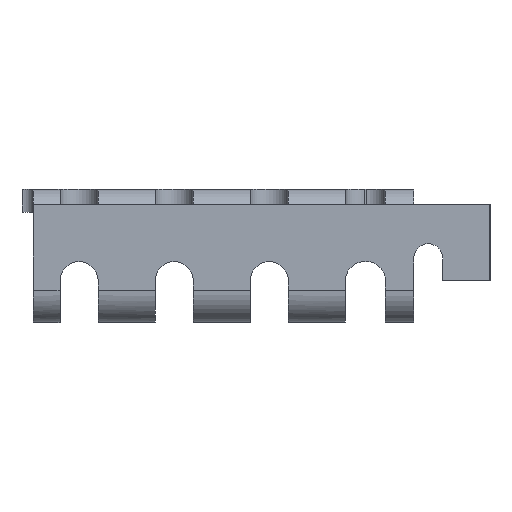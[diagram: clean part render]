
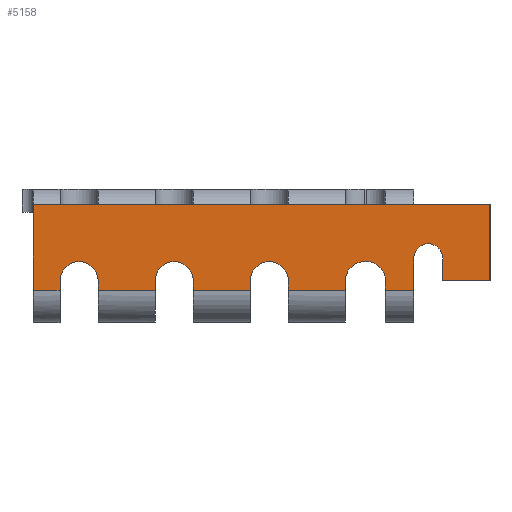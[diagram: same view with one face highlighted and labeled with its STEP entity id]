
A CAD part, left-side view. The second image highlights one B-rep face of the part: STEP entity #5158.
In plain terms, the highlighted planar face has unit normal (-1, 0, 0).
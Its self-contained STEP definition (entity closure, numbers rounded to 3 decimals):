
#173=CIRCLE('',#5519,1.);
#177=CIRCLE('',#5527,1.);
#183=CIRCLE('',#5537,1.);
#188=CIRCLE('',#5546,1.);
#213=CIRCLE('',#5596,0.755);
#224=CIRCLE('',#5615,0.975);
#225=CIRCLE('',#5617,1.);
#226=CIRCLE('',#5618,1.);
#227=CIRCLE('',#5619,1.);
#228=CIRCLE('',#5620,0.975);
#1758=ORIENTED_EDGE('',*,*,#2627,.F.);
#1759=ORIENTED_EDGE('',*,*,#2628,.T.);
#1760=ORIENTED_EDGE('',*,*,#2597,.T.);
#1761=ORIENTED_EDGE('',*,*,#2547,.T.);
#1762=ORIENTED_EDGE('',*,*,#2544,.T.);
#1763=ORIENTED_EDGE('',*,*,#2541,.T.);
#1764=ORIENTED_EDGE('',*,*,#2538,.T.);
#1765=ORIENTED_EDGE('',*,*,#2535,.T.);
#1766=ORIENTED_EDGE('',*,*,#2531,.F.);
#1767=ORIENTED_EDGE('',*,*,#2528,.T.);
#1768=ORIENTED_EDGE('',*,*,#2522,.T.);
#1769=ORIENTED_EDGE('',*,*,#2629,.T.);
#1770=ORIENTED_EDGE('',*,*,#2516,.T.);
#1771=ORIENTED_EDGE('',*,*,#2513,.F.);
#1772=ORIENTED_EDGE('',*,*,#2511,.T.);
#1773=ORIENTED_EDGE('',*,*,#2505,.T.);
#1774=ORIENTED_EDGE('',*,*,#2630,.T.);
#1775=ORIENTED_EDGE('',*,*,#2499,.T.);
#1776=ORIENTED_EDGE('',*,*,#2496,.F.);
#1777=ORIENTED_EDGE('',*,*,#2493,.T.);
#1778=ORIENTED_EDGE('',*,*,#2487,.T.);
#1779=ORIENTED_EDGE('',*,*,#2631,.T.);
#1780=ORIENTED_EDGE('',*,*,#2481,.T.);
#1781=ORIENTED_EDGE('',*,*,#2478,.F.);
#1782=ORIENTED_EDGE('',*,*,#2476,.T.);
#1783=ORIENTED_EDGE('',*,*,#2471,.T.);
#1784=ORIENTED_EDGE('',*,*,#2468,.T.);
#1785=ORIENTED_EDGE('',*,*,#2626,.T.);
#1786=ORIENTED_EDGE('',*,*,#2632,.T.);
#1787=ORIENTED_EDGE('',*,*,#2633,.T.);
#2468=EDGE_CURVE('',#3074,#3073,#3609,.T.);
#2471=EDGE_CURVE('',#3076,#3074,#173,.T.);
#2476=EDGE_CURVE('',#3077,#3076,#3615,.T.);
#2478=EDGE_CURVE('',#3077,#3078,#3616,.T.);
#2481=EDGE_CURVE('',#3080,#3078,#3617,.T.);
#2487=EDGE_CURVE('',#3084,#3082,#177,.T.);
#2493=EDGE_CURVE('',#3086,#3084,#3627,.T.);
#2496=EDGE_CURVE('',#3086,#3088,#3628,.T.);
#2499=EDGE_CURVE('',#3090,#3088,#3629,.T.);
#2505=EDGE_CURVE('',#3094,#3092,#183,.T.);
#2511=EDGE_CURVE('',#3096,#3094,#3639,.T.);
#2513=EDGE_CURVE('',#3096,#3097,#3640,.T.);
#2516=EDGE_CURVE('',#3099,#3097,#3641,.T.);
#2522=EDGE_CURVE('',#3103,#3101,#188,.T.);
#2528=EDGE_CURVE('',#3105,#3103,#3651,.T.);
#2531=EDGE_CURVE('',#3105,#3107,#3652,.T.);
#2535=EDGE_CURVE('',#3108,#3107,#3655,.T.);
#2538=EDGE_CURVE('',#3110,#3108,#3658,.T.);
#2541=EDGE_CURVE('',#3112,#3110,#3661,.T.);
#2544=EDGE_CURVE('',#3114,#3112,#3664,.T.);
#2547=EDGE_CURVE('',#3116,#3114,#3667,.T.);
#2597=EDGE_CURVE('',#3140,#3116,#213,.T.);
#2626=EDGE_CURVE('',#3073,#3156,#224,.T.);
#2627=EDGE_CURVE('',#3157,#3158,#3715,.T.);
#2628=EDGE_CURVE('',#3157,#3140,#3716,.T.);
#2629=EDGE_CURVE('',#3101,#3099,#225,.T.);
#2630=EDGE_CURVE('',#3092,#3090,#226,.T.);
#2631=EDGE_CURVE('',#3082,#3080,#227,.T.);
#2632=EDGE_CURVE('',#3156,#3159,#228,.T.);
#2633=EDGE_CURVE('',#3159,#3158,#3717,.T.);
#3073=VERTEX_POINT('',#8337);
#3074=VERTEX_POINT('',#8339);
#3076=VERTEX_POINT('',#8345);
#3077=VERTEX_POINT('',#8352);
#3078=VERTEX_POINT('',#8356);
#3080=VERTEX_POINT('',#8362);
#3082=VERTEX_POINT('',#8370);
#3084=VERTEX_POINT('',#8373);
#3086=VERTEX_POINT('',#8382);
#3088=VERTEX_POINT('',#8388);
#3090=VERTEX_POINT('',#8394);
#3092=VERTEX_POINT('',#8402);
#3094=VERTEX_POINT('',#8405);
#3096=VERTEX_POINT('',#8414);
#3097=VERTEX_POINT('',#8418);
#3099=VERTEX_POINT('',#8424);
#3101=VERTEX_POINT('',#8432);
#3103=VERTEX_POINT('',#8435);
#3105=VERTEX_POINT('',#8444);
#3107=VERTEX_POINT('',#8450);
#3108=VERTEX_POINT('',#8456);
#3110=VERTEX_POINT('',#8462);
#3112=VERTEX_POINT('',#8468);
#3114=VERTEX_POINT('',#8474);
#3116=VERTEX_POINT('',#8480);
#3140=VERTEX_POINT('',#8572);
#3156=VERTEX_POINT('',#8624);
#3157=VERTEX_POINT('',#8628);
#3158=VERTEX_POINT('',#8629);
#3159=VERTEX_POINT('',#8635);
#3609=LINE('',#8338,#4168);
#3615=LINE('',#8351,#4174);
#3616=LINE('',#8355,#4175);
#3617=LINE('',#8361,#4176);
#3627=LINE('',#8381,#4186);
#3628=LINE('',#8387,#4187);
#3629=LINE('',#8393,#4188);
#3639=LINE('',#8413,#4198);
#3640=LINE('',#8417,#4199);
#3641=LINE('',#8423,#4200);
#3651=LINE('',#8443,#4210);
#3652=LINE('',#8449,#4211);
#3655=LINE('',#8455,#4214);
#3658=LINE('',#8461,#4217);
#3661=LINE('',#8467,#4220);
#3664=LINE('',#8473,#4223);
#3667=LINE('',#8479,#4226);
#3715=LINE('',#8627,#4274);
#3716=LINE('',#8630,#4275);
#3717=LINE('',#8636,#4276);
#4168=VECTOR('',#6746,1000.);
#4174=VECTOR('',#6760,1000.);
#4175=VECTOR('',#6765,1000.);
#4176=VECTOR('',#6772,1000.);
#4186=VECTOR('',#6790,1000.);
#4187=VECTOR('',#6797,1000.);
#4188=VECTOR('',#6804,1000.);
#4198=VECTOR('',#6822,1000.);
#4199=VECTOR('',#6827,1000.);
#4200=VECTOR('',#6834,1000.);
#4210=VECTOR('',#6852,1000.);
#4211=VECTOR('',#6859,1000.);
#4214=VECTOR('',#6866,1000.);
#4217=VECTOR('',#6871,1000.);
#4220=VECTOR('',#6876,1000.);
#4223=VECTOR('',#6881,1000.);
#4226=VECTOR('',#6886,1000.);
#4274=VECTOR('',#7052,1000.);
#4275=VECTOR('',#7053,1000.);
#4276=VECTOR('',#7062,1000.);
#4518=EDGE_LOOP('',(#1758,#1759,#1760,#1761,#1762,#1763,#1764,#1765,#1766,
#1767,#1768,#1769,#1770,#1771,#1772,#1773,#1774,#1775,#1776,#1777,#1778,
#1779,#1780,#1781,#1782,#1783,#1784,#1785,#1786,#1787));
#4768=FACE_BOUND('',#4518,.T.);
#4926=PLANE('',#5616);
#5158=ADVANCED_FACE('',(#4768),#4926,.T.);
#5519=AXIS2_PLACEMENT_3D('',#8344,#6752,#6753);
#5527=AXIS2_PLACEMENT_3D('',#8372,#6780,#6781);
#5537=AXIS2_PLACEMENT_3D('',#8404,#6812,#6813);
#5546=AXIS2_PLACEMENT_3D('',#8434,#6842,#6843);
#5596=AXIS2_PLACEMENT_3D('',#8571,#6992,#6993);
#5615=AXIS2_PLACEMENT_3D('',#8625,#7048,#7049);
#5616=AXIS2_PLACEMENT_3D('',#8626,#7050,#7051);
#5617=AXIS2_PLACEMENT_3D('',#8631,#7054,#7055);
#5618=AXIS2_PLACEMENT_3D('',#8632,#7056,#7057);
#5619=AXIS2_PLACEMENT_3D('',#8633,#7058,#7059);
#5620=AXIS2_PLACEMENT_3D('',#8634,#7060,#7061);
#6746=DIRECTION('',(0.,0.,1.));
#6752=DIRECTION('',(1.,0.,0.));
#6753=DIRECTION('',(0.,-1.,0.));
#6760=DIRECTION('',(0.,1.,0.));
#6765=DIRECTION('',(0.,0.,-1.));
#6772=DIRECTION('',(0.,-1.,0.));
#6780=DIRECTION('',(1.,0.,0.));
#6781=DIRECTION('',(0.,-1.,0.));
#6790=DIRECTION('',(0.,1.,0.));
#6797=DIRECTION('',(0.,0.,-1.));
#6804=DIRECTION('',(0.,-1.,0.));
#6812=DIRECTION('',(1.,0.,0.));
#6813=DIRECTION('',(0.,-1.,0.));
#6822=DIRECTION('',(0.,1.,0.));
#6827=DIRECTION('',(0.,0.,-1.));
#6834=DIRECTION('',(0.,-1.,0.));
#6842=DIRECTION('',(1.,0.,0.));
#6843=DIRECTION('',(0.,-1.,0.));
#6852=DIRECTION('',(0.,1.,0.));
#6859=DIRECTION('',(0.,0.,-1.));
#6866=DIRECTION('',(0.,-1.,0.));
#6871=DIRECTION('',(0.,0.,-1.));
#6876=DIRECTION('',(0.,1.,0.));
#6881=DIRECTION('',(0.,0.,1.));
#6886=DIRECTION('',(0.,-1.,-0.004));
#6992=DIRECTION('',(1.,0.,0.));
#6993=DIRECTION('',(0.,0.,-1.));
#7048=DIRECTION('',(1.,0.,0.));
#7049=DIRECTION('',(0.,-1.,0.));
#7050=DIRECTION('',(-1.,0.,0.));
#7051=DIRECTION('',(0.,1.,0.));
#7052=DIRECTION('',(0.,0.,-1.));
#7053=DIRECTION('',(0.,1.,0.));
#7054=DIRECTION('',(1.,0.,0.));
#7055=DIRECTION('',(0.,-1.,0.));
#7056=DIRECTION('',(1.,0.,0.));
#7057=DIRECTION('',(0.,-1.,0.));
#7058=DIRECTION('',(1.,0.,0.));
#7059=DIRECTION('',(0.,-1.,0.));
#7060=DIRECTION('',(1.,0.,0.));
#7061=DIRECTION('',(0.,-1.,0.));
#7062=DIRECTION('',(0.,-1.,0.));
#8337=CARTESIAN_POINT('',(88.464,78.457,17.5));
#8338=CARTESIAN_POINT('',(88.464,78.457,17.4));
#8339=CARTESIAN_POINT('',(88.464,78.457,17.4));
#8344=CARTESIAN_POINT('',(88.464,77.457,17.4));
#8345=CARTESIAN_POINT('',(88.464,77.457,16.4));
#8351=CARTESIAN_POINT('',(88.464,76.957,16.4));
#8352=CARTESIAN_POINT('',(88.464,76.957,16.4));
#8355=CARTESIAN_POINT('',(88.464,76.957,16.4));
#8356=CARTESIAN_POINT('',(88.464,76.957,13.4));
#8361=CARTESIAN_POINT('',(88.464,77.457,13.4));
#8362=CARTESIAN_POINT('',(88.464,77.457,13.4));
#8370=CARTESIAN_POINT('',(88.464,78.457,12.4));
#8372=CARTESIAN_POINT('',(88.464,77.457,12.4));
#8373=CARTESIAN_POINT('',(88.464,77.457,11.4));
#8381=CARTESIAN_POINT('',(88.464,76.957,11.4));
#8382=CARTESIAN_POINT('',(88.464,76.957,11.4));
#8387=CARTESIAN_POINT('',(88.464,76.957,11.4));
#8388=CARTESIAN_POINT('',(88.464,76.957,8.4));
#8393=CARTESIAN_POINT('',(88.464,77.457,8.4));
#8394=CARTESIAN_POINT('',(88.464,77.457,8.4));
#8402=CARTESIAN_POINT('',(88.464,78.457,7.4));
#8404=CARTESIAN_POINT('',(88.464,77.457,7.4));
#8405=CARTESIAN_POINT('',(88.464,77.457,6.4));
#8413=CARTESIAN_POINT('',(88.464,76.957,6.4));
#8414=CARTESIAN_POINT('',(88.464,76.957,6.4));
#8417=CARTESIAN_POINT('',(88.464,76.957,6.4));
#8418=CARTESIAN_POINT('',(88.464,76.957,3.4));
#8423=CARTESIAN_POINT('',(88.464,77.457,3.4));
#8424=CARTESIAN_POINT('',(88.464,77.457,3.4));
#8432=CARTESIAN_POINT('',(88.464,78.457,2.4));
#8434=CARTESIAN_POINT('',(88.464,77.457,2.4));
#8435=CARTESIAN_POINT('',(88.464,77.457,1.4));
#8443=CARTESIAN_POINT('',(88.464,76.957,1.4));
#8444=CARTESIAN_POINT('',(88.464,76.957,1.4));
#8449=CARTESIAN_POINT('',(88.464,76.957,1.4));
#8450=CARTESIAN_POINT('',(88.464,76.957,0.));
#8455=CARTESIAN_POINT('',(88.464,81.457,0.));
#8456=CARTESIAN_POINT('',(88.464,81.457,0.));
#8461=CARTESIAN_POINT('',(88.464,81.457,24.));
#8462=CARTESIAN_POINT('',(88.464,81.457,24.));
#8467=CARTESIAN_POINT('',(88.464,77.457,24.));
#8468=CARTESIAN_POINT('',(88.464,77.457,24.));
#8473=CARTESIAN_POINT('',(88.464,77.457,21.5));
#8474=CARTESIAN_POINT('',(88.464,77.457,21.5));
#8479=CARTESIAN_POINT('',(88.464,78.707,21.505));
#8480=CARTESIAN_POINT('',(88.464,78.707,21.505));
#8571=CARTESIAN_POINT('',(88.464,78.646,20.752));
#8572=CARTESIAN_POINT('',(88.464,78.707,20.));
#8624=CARTESIAN_POINT('',(88.464,78.457,17.525));
#8625=CARTESIAN_POINT('',(88.464,77.482,17.525));
#8626=CARTESIAN_POINT('',(88.464,81.457,19.4));
#8627=CARTESIAN_POINT('',(88.464,76.957,20.));
#8628=CARTESIAN_POINT('',(88.464,76.957,20.));
#8629=CARTESIAN_POINT('',(88.464,76.957,18.5));
#8630=CARTESIAN_POINT('',(88.464,76.957,20.));
#8631=CARTESIAN_POINT('',(88.464,77.457,2.4));
#8632=CARTESIAN_POINT('',(88.464,77.457,7.4));
#8633=CARTESIAN_POINT('',(88.464,77.457,12.4));
#8634=CARTESIAN_POINT('',(88.464,77.482,17.525));
#8635=CARTESIAN_POINT('',(88.464,77.482,18.5));
#8636=CARTESIAN_POINT('',(88.464,77.482,18.5));
